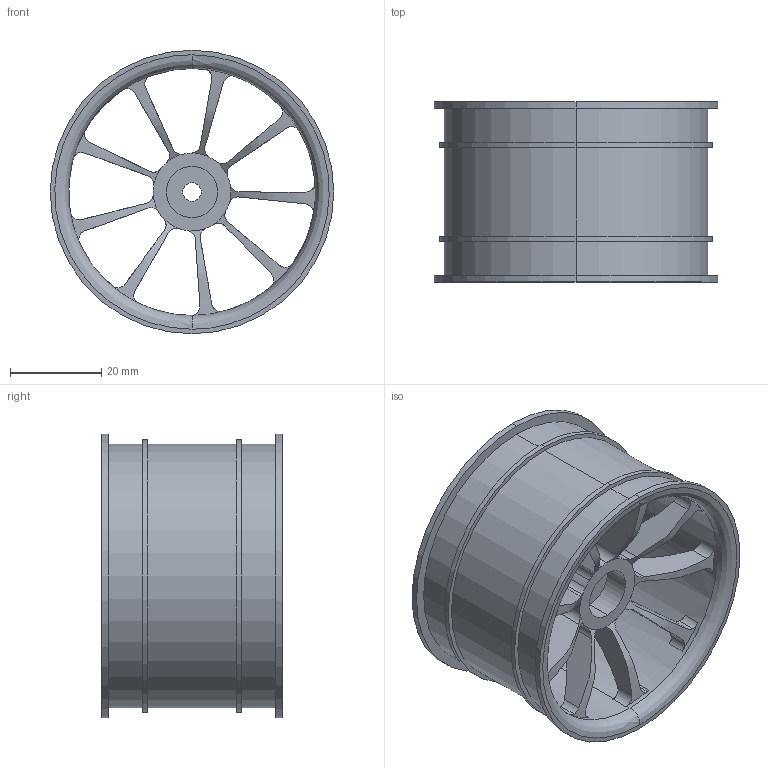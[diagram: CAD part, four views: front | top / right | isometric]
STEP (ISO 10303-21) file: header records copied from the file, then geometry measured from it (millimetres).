
FILE_DESCRIPTION (( 'STEP AP214' ), '1' );
FILE_NAME ('roue_AR_buggy_V02.STEP', '2020-12-17T18:03:11', ( '' ), ( '' ), 'SwSTEP 2.0', 'SolidWorks 2019', '' );
FILE_SCHEMA (( 'AUTOMOTIVE_DESIGN' ));
Length unit declared in the file: millimetre
Products named in the file (1): roue_AR_buggy_V02
Bounding box: 62 x 39.4 x 62 mm (x, y, z)
Volume: 17441.3 mm3; surface area: 20820.4 mm2
Topology: 1 solids, 1 shells, 152 faces, 462 edges, 300 vertices
Faces by surface type: cylinder 82, plane 36, bspline 13, cone 12, torus 9
Entity records: 8083 total; most frequent: CARTESIAN_POINT 4155, ORIENTED_EDGE 900, DIRECTION 698, EDGE_CURVE 450, VERTEX_POINT 300, AXIS2_PLACEMENT_3D 279, EDGE_LOOP 172, B_SPLINE_CURVE_WITH_KNOTS 161
